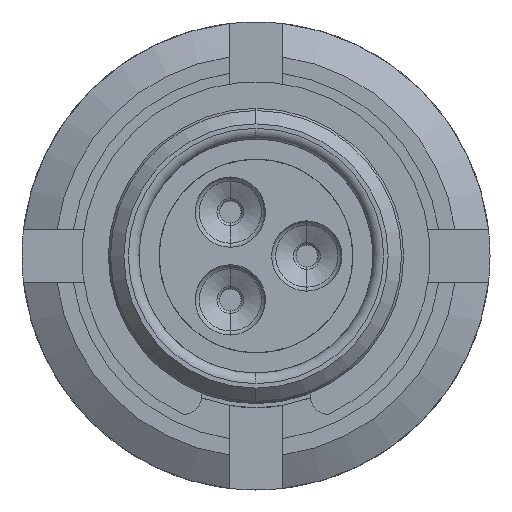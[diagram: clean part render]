
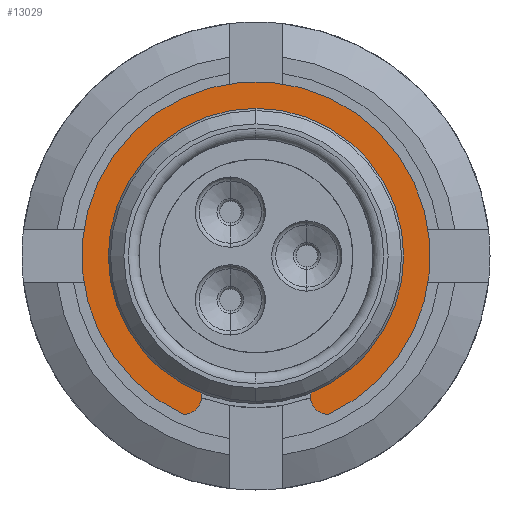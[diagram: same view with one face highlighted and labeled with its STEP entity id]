
A CAD part, left-side view. The second image highlights one B-rep face of the part: STEP entity #13029.
In plain terms, the highlighted planar face has unit normal (-1, 0, 0).
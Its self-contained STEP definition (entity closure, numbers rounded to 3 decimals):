
#91 = AXIS2_PLACEMENT_3D ( 'NONE', #15774, #26107, #18250 ) ;
#414 = CARTESIAN_POINT ( 'NONE',  ( 10.412, 2.731, -5.957 ) ) ;
#416 = ORIENTED_EDGE ( 'NONE', *, *, #30950, .T. ) ;
#1815 = CIRCLE ( 'NONE', #12474, 6.553 ) ;
#2086 = EDGE_CURVE ( 'NONE', #7819, #6287, #24119, .T. ) ;
#2724 = CARTESIAN_POINT ( 'NONE',  ( 10.412, 2.731, -4.582 ) ) ;
#4905 = ORIENTED_EDGE ( 'NONE', *, *, #28048, .F. ) ;
#6190 = AXIS2_PLACEMENT_3D ( 'NONE', #31679, #19087, #6349 ) ;
#6287 = VERTEX_POINT ( 'NONE', #30708 ) ;
#6349 = DIRECTION ( 'NONE',  ( 0., 0., -1. ) ) ;
#6792 = CARTESIAN_POINT ( 'NONE',  ( 10.412, 0., 0. ) ) ;
#6886 = DIRECTION ( 'NONE',  ( 0., 0., -1. ) ) ;
#7586 = VERTEX_POINT ( 'NONE', #2724 ) ;
#7819 = VERTEX_POINT ( 'NONE', #25756 ) ;
#9242 = DIRECTION ( 'NONE',  ( 1., 0., 0. ) ) ;
#9462 = PLANE ( 'NONE',  #21841 ) ;
#9557 = DIRECTION ( 'NONE',  ( 0., 0., -1. ) ) ;
#9904 = DIRECTION ( 'NONE',  ( 1., 0., 0. ) ) ;
#10265 = VERTEX_POINT ( 'NONE', #414 ) ;
#10368 = ORIENTED_EDGE ( 'NONE', *, *, #32044, .F. ) ;
#12474 = AXIS2_PLACEMENT_3D ( 'NONE', #20267, #9904, #9557 ) ;
#13029 = ADVANCED_FACE ( 'NONE', ( #26661 ), #9462, .F. ) ;
#14792 = CARTESIAN_POINT ( 'NONE',  ( 10.412, 2.731, -5.269 ) ) ;
#15774 = CARTESIAN_POINT ( 'NONE',  ( 10.412, 0., 0. ) ) ;
#18250 = DIRECTION ( 'NONE',  ( 0., 0., -1. ) ) ;
#19087 = DIRECTION ( 'NONE',  ( 1., 0., 0. ) ) ;
#19596 = DIRECTION ( 'NONE',  ( 1., 0., 0. ) ) ;
#20267 = CARTESIAN_POINT ( 'NONE',  ( 10.412, 0., 0. ) ) ;
#20642 = CIRCLE ( 'NONE', #91, 5.334 ) ;
#21841 = AXIS2_PLACEMENT_3D ( 'NONE', #6792, #9242, #22000 ) ;
#22000 = DIRECTION ( 'NONE',  ( 0., 0., -1. ) ) ;
#22105 = CIRCLE ( 'NONE', #29030, 0.688 ) ;
#24119 = CIRCLE ( 'NONE', #6190, 0.688 ) ;
#25756 = CARTESIAN_POINT ( 'NONE',  ( 10.412, -2.73, -5.957 ) ) ;
#26107 = DIRECTION ( 'NONE',  ( 1., 0., 0. ) ) ;
#26474 = ORIENTED_EDGE ( 'NONE', *, *, #2086, .F. ) ;
#26661 = FACE_OUTER_BOUND ( 'NONE', #27048, .T. ) ;
#27048 = EDGE_LOOP ( 'NONE', ( #10368, #4905, #416, #26474 ) ) ;
#28048 = EDGE_CURVE ( 'NONE', #7586, #10265, #22105, .T. ) ;
#29030 = AXIS2_PLACEMENT_3D ( 'NONE', #14792, #19596, #6886 ) ;
#30708 = CARTESIAN_POINT ( 'NONE',  ( 10.412, -2.73, -4.582 ) ) ;
#30950 = EDGE_CURVE ( 'NONE', #7586, #6287, #20642, .T. ) ;
#31679 = CARTESIAN_POINT ( 'NONE',  ( 10.412, -2.73, -5.27 ) ) ;
#32044 = EDGE_CURVE ( 'NONE', #10265, #7819, #1815, .T. ) ;
